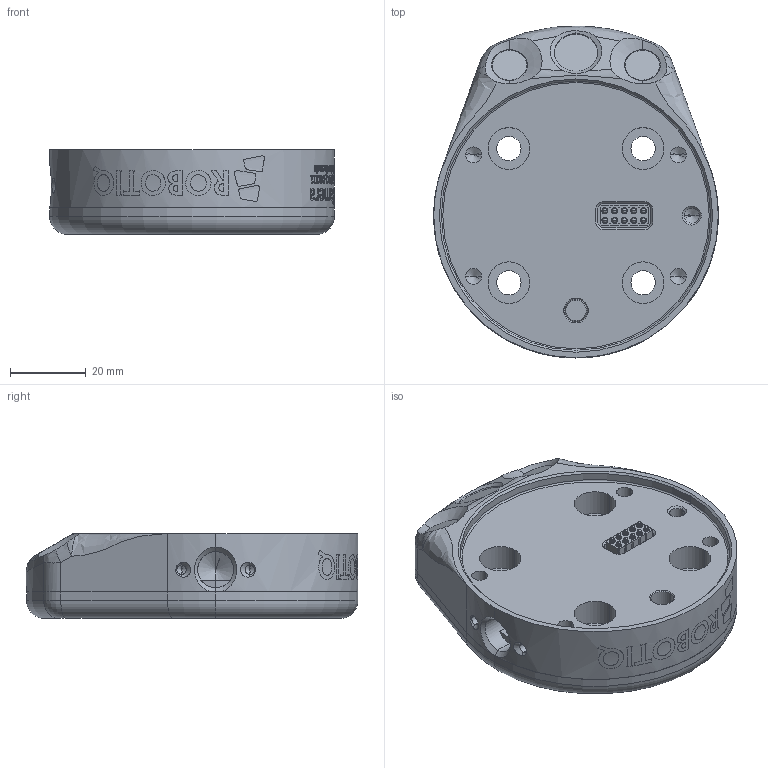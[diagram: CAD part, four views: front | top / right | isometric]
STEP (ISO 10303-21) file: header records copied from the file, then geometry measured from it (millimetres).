
FILE_DESCRIPTION (( 'STEP AP214' ), '1' );
FILE_NAME ('WRIST_CAMERA.STEP', '2016-06-15T18:16:48', ( '' ), ( '' ), 'SwSTEP 2.0', 'SolidWorks 2013', '' );
FILE_SCHEMA (( 'AUTOMOTIVE_DESIGN' ));
Length unit declared in the file: millimetre
Products named in the file (7): WRIST_CAMERA; parallel pin unhardened_1_iso_Parallel Pin ISO 2338 - 6 h8 x 12 - A2; verre protection robotiq; Q-E01-CARTE_Q_CAMERAMAIN-DEFEATURED; Q-006-PROTECTEUR_DEL; Q-002-BASE-DEFEATURED; Q-001-BOITIER-DEFEATURED
Assembly tree (7 placements, depth 2):
  WRIST_CAMERA
    Q-001-BOITIER-DEFEATURED
    Q-002-BASE-DEFEATURED
    Q-006-PROTECTEUR_DEL  x2
    Q-E01-CARTE_Q_CAMERAMAIN-DEFEATURED
    verre protection robotiq
    parallel pin unhardened_1_iso_Parallel Pin ISO 2338 - 6 h8 x 12 - A2
Bounding box: 75 x 87.48 x 22.4 mm (x, y, z)
Volume: 72432.2 mm3; surface area: 34684.1 mm2
Topology: 58 solids, 58 shells, 1984 faces, 5030 edges, 3159 vertices
Faces by surface type: bspline 907, cylinder 453, plane 377, cone 233, torus 12, sphere 2
Entity records: 157060 total; most frequent: CARTESIAN_POINT 105025, ORIENTED_EDGE 9740, DIRECTION 5545, EDGE_CURVE 4870, VERTEX_POINT 3147, B_SPLINE_CURVE_WITH_KNOTS 2519, AXIS2_PLACEMENT_3D 2239, EDGE_LOOP 2177
